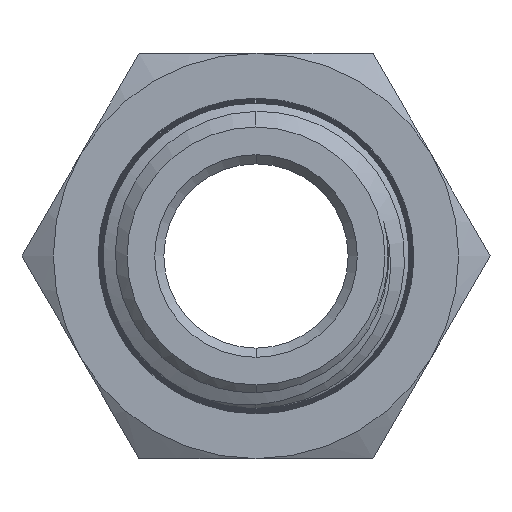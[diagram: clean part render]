
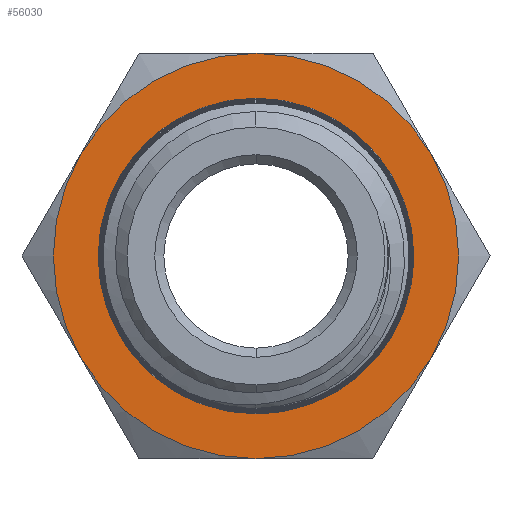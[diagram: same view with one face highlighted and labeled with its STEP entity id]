
A CAD part, front view. The second image highlights one B-rep face of the part: STEP entity #56030.
In plain terms, the highlighted planar face has unit normal (0, -1, 0).
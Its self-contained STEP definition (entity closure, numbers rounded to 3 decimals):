
#2469 = EDGE_CURVE ( 'NONE', #33200, #42898, #34161, .T. ) ;
#3957 = CARTESIAN_POINT ( 'NONE',  ( 0., 0., 0. ) ) ;
#4020 = EDGE_CURVE ( 'NONE', #47728, #50198, #7219, .T. ) ;
#4810 = EDGE_CURVE ( 'NONE', #19433, #54743, #23768, .T. ) ;
#5161 = EDGE_CURVE ( 'NONE', #42898, #33200, #21018, .T. ) ;
#6038 = ORIENTED_EDGE ( 'NONE', *, *, #4020, .F. ) ;
#7219 = CIRCLE ( 'NONE', #9707, 11. ) ;
#8429 = DIRECTION ( 'NONE',  ( 0., 0., 1. ) ) ;
#9707 = AXIS2_PLACEMENT_3D ( 'NONE', #15906, #46756, #20344 ) ;
#10005 = DIRECTION ( 'NONE',  ( 0., 1., 0. ) ) ;
#10230 = EDGE_CURVE ( 'NONE', #39493, #17764, #25060, .T. ) ;
#10811 = CARTESIAN_POINT ( 'NONE',  ( 9.526, 0., 5.5 ) ) ;
#10833 = FACE_OUTER_BOUND ( 'NONE', #16728, .T. ) ;
#11559 = ORIENTED_EDGE ( 'NONE', *, *, #56987, .F. ) ;
#11643 = CARTESIAN_POINT ( 'NONE',  ( 0., 0., 0. ) ) ;
#11935 = AXIS2_PLACEMENT_3D ( 'NONE', #11643, #42500, #16084 ) ;
#12098 = DIRECTION ( 'NONE',  ( 0., -1., 0. ) ) ;
#12699 = CARTESIAN_POINT ( 'NONE',  ( 0., 0., 0. ) ) ;
#12831 = CARTESIAN_POINT ( 'NONE',  ( 0., 0., 0. ) ) ;
#12939 = DIRECTION ( 'NONE',  ( 0., -1., 0. ) ) ;
#12982 = CIRCLE ( 'NONE', #26078, 11. ) ;
#14200 = CARTESIAN_POINT ( 'NONE',  ( 0., 0., -8.57 ) ) ;
#14238 = ORIENTED_EDGE ( 'NONE', *, *, #5161, .F. ) ;
#15906 = CARTESIAN_POINT ( 'NONE',  ( 0., 0., 0. ) ) ;
#16084 = DIRECTION ( 'NONE',  ( 0., 0., 1. ) ) ;
#16606 = DIRECTION ( 'NONE',  ( 0., 1., 0. ) ) ;
#16728 = EDGE_LOOP ( 'NONE', ( #43683, #11559, #54135, #25121, #6038, #29610 ) ) ;
#17145 = DIRECTION ( 'NONE',  ( 0., 0., 1. ) ) ;
#17283 = DIRECTION ( 'NONE',  ( 0., 0., 1. ) ) ;
#17432 = EDGE_LOOP ( 'NONE', ( #51253, #14238 ) ) ;
#17764 = VERTEX_POINT ( 'NONE', #10811 ) ;
#19433 = VERTEX_POINT ( 'NONE', #20338 ) ;
#20338 = CARTESIAN_POINT ( 'NONE',  ( 9.526, 0., -5.5 ) ) ;
#20344 = DIRECTION ( 'NONE',  ( 0., 0., 1. ) ) ;
#21018 = CIRCLE ( 'NONE', #48179, 8.57 ) ;
#21180 = AXIS2_PLACEMENT_3D ( 'NONE', #12699, #43549, #17145 ) ;
#22555 = FACE_BOUND ( 'NONE', #17432, .T. ) ;
#22870 = EDGE_CURVE ( 'NONE', #50198, #39493, #42869, .T. ) ;
#23194 = CIRCLE ( 'NONE', #47543, 11. ) ;
#23768 = CIRCLE ( 'NONE', #36299, 11. ) ;
#25060 = CIRCLE ( 'NONE', #21180, 11. ) ;
#25121 = ORIENTED_EDGE ( 'NONE', *, *, #22870, .F. ) ;
#26078 = AXIS2_PLACEMENT_3D ( 'NONE', #12831, #43696, #17283 ) ;
#29610 = ORIENTED_EDGE ( 'NONE', *, *, #52025, .F. ) ;
#33200 = VERTEX_POINT ( 'NONE', #38459 ) ;
#33824 = AXIS2_PLACEMENT_3D ( 'NONE', #36397, #10005, #40849 ) ;
#34161 = CIRCLE ( 'NONE', #50350, 8.57 ) ;
#34835 = DIRECTION ( 'NONE',  ( 0., 1., 0. ) ) ;
#35304 = CARTESIAN_POINT ( 'NONE',  ( 0., 0., -11. ) ) ;
#36299 = AXIS2_PLACEMENT_3D ( 'NONE', #43026, #16606, #47468 ) ;
#36397 = CARTESIAN_POINT ( 'NONE',  ( 0., 0., 0. ) ) ;
#38459 = CARTESIAN_POINT ( 'NONE',  ( 0., 0., 8.57 ) ) ;
#38516 = CARTESIAN_POINT ( 'NONE',  ( 0., 0., 0. ) ) ;
#39361 = CARTESIAN_POINT ( 'NONE',  ( 0., 0., 0. ) ) ;
#39493 = VERTEX_POINT ( 'NONE', #53480 ) ;
#40619 = CARTESIAN_POINT ( 'NONE',  ( -9.526, 0., -5.5 ) ) ;
#40849 = DIRECTION ( 'NONE',  ( 0., 0., 1. ) ) ;
#42500 = DIRECTION ( 'NONE',  ( 0., 1., 0. ) ) ;
#42869 = CIRCLE ( 'NONE', #11935, 11. ) ;
#42898 = VERTEX_POINT ( 'NONE', #14200 ) ;
#42950 = DIRECTION ( 'NONE',  ( 0., 0., 1. ) ) ;
#43026 = CARTESIAN_POINT ( 'NONE',  ( 0., 0., 0. ) ) ;
#43549 = DIRECTION ( 'NONE',  ( 0., 1., 0. ) ) ;
#43683 = ORIENTED_EDGE ( 'NONE', *, *, #4810, .F. ) ;
#43696 = DIRECTION ( 'NONE',  ( 0., 1., 0. ) ) ;
#43803 = DIRECTION ( 'NONE',  ( 0., 0., 1. ) ) ;
#46756 = DIRECTION ( 'NONE',  ( 0., 1., 0. ) ) ;
#47468 = DIRECTION ( 'NONE',  ( 0., 0., 1. ) ) ;
#47543 = AXIS2_PLACEMENT_3D ( 'NONE', #3957, #34835, #8429 ) ;
#47728 = VERTEX_POINT ( 'NONE', #40619 ) ;
#48179 = AXIS2_PLACEMENT_3D ( 'NONE', #39361, #12939, #43803 ) ;
#50198 = VERTEX_POINT ( 'NONE', #52639 ) ;
#50350 = AXIS2_PLACEMENT_3D ( 'NONE', #38516, #12098, #42950 ) ;
#51253 = ORIENTED_EDGE ( 'NONE', *, *, #2469, .F. ) ;
#52025 = EDGE_CURVE ( 'NONE', #54743, #47728, #12982, .T. ) ;
#52639 = CARTESIAN_POINT ( 'NONE',  ( -9.526, 0., 5.5 ) ) ;
#53480 = CARTESIAN_POINT ( 'NONE',  ( 0., 0., 11. ) ) ;
#53969 = PLANE ( 'NONE',  #33824 ) ;
#54135 = ORIENTED_EDGE ( 'NONE', *, *, #10230, .F. ) ;
#54743 = VERTEX_POINT ( 'NONE', #35304 ) ;
#56030 = ADVANCED_FACE ( 'NONE', ( #22555, #10833 ), #53969, .F. ) ;
#56987 = EDGE_CURVE ( 'NONE', #17764, #19433, #23194, .T. ) ;
